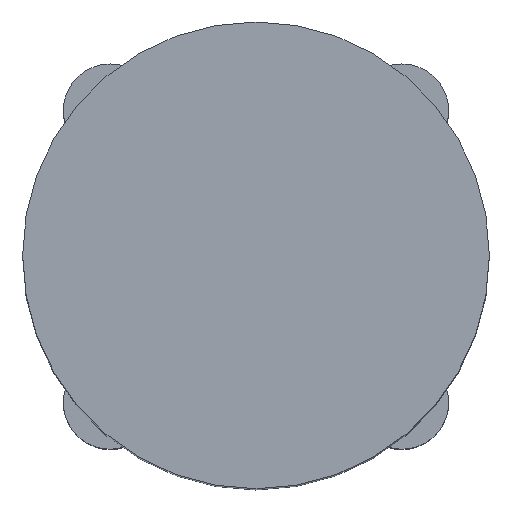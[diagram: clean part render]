
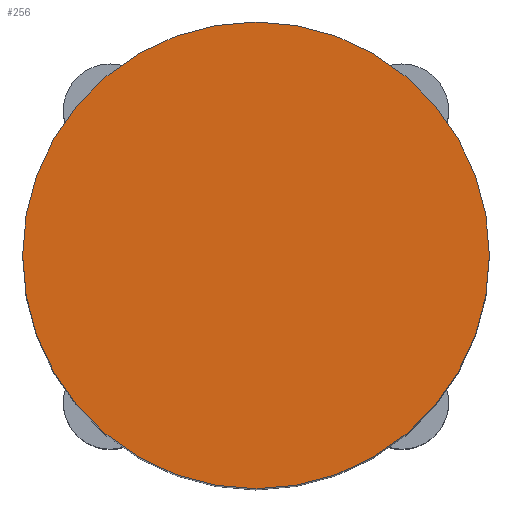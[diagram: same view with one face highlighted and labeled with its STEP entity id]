
A CAD part, top view. The second image highlights one B-rep face of the part: STEP entity #256.
In plain terms, the highlighted planar face has unit normal (0, 0, 1).
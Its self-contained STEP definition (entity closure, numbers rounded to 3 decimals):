
#39 = VERTEX_POINT('',#40);
#40 = CARTESIAN_POINT('',(-5.5,0.,16.64));
#47 = PLANE('',#48);
#48 = AXIS2_PLACEMENT_3D('',#49,#50,#51);
#49 = CARTESIAN_POINT('',(-5.5,0.,0.));
#50 = DIRECTION('',(1.,0.,-0.));
#51 = DIRECTION('',(0.,-1.,0.));
#66 = EDGE_CURVE('',#39,#39,#67,.T.);
#67 = SURFACE_CURVE('',#68,(#72,#79),.PCURVE_S1.);
#68 = LINE('',#69,#70);
#69 = CARTESIAN_POINT('',(-5.5,0.,16.64));
#70 = VECTOR('',#71,1.);
#71 = DIRECTION('',(0.,-1.,0.));
#72 = PCURVE('',#47,#73);
#73 = DEFINITIONAL_REPRESENTATION('',(#74),#78);
#74 = LINE('',#75,#76);
#75 = CARTESIAN_POINT('',(0.,-16.64));
#76 = VECTOR('',#77,1.);
#77 = DIRECTION('',(1.,0.));
#78 = ( GEOMETRIC_REPRESENTATION_CONTEXT(2) 
PARAMETRIC_REPRESENTATION_CONTEXT() REPRESENTATION_CONTEXT('2D SPACE',''
  ) );
#79 = PCURVE('',#80,#85);
#80 = PLANE('',#81);
#81 = AXIS2_PLACEMENT_3D('',#82,#83,#84);
#82 = CARTESIAN_POINT('',(0.,0.,16.64)
  );
#83 = DIRECTION('',(0.,0.,1.));
#84 = DIRECTION('',(0.,1.,0.));
#85 = DEFINITIONAL_REPRESENTATION('',(#86),#90);
#86 = LINE('',#87,#88);
#87 = CARTESIAN_POINT('',(0.,5.5));
#88 = VECTOR('',#89,1.);
#89 = DIRECTION('',(-1.,0.));
#90 = ( GEOMETRIC_REPRESENTATION_CONTEXT(2) 
PARAMETRIC_REPRESENTATION_CONTEXT() REPRESENTATION_CONTEXT('2D SPACE',''
  ) );
#123 = EDGE_CURVE('',#39,#124,#126,.T.);
#124 = VERTEX_POINT('',#125);
#125 = CARTESIAN_POINT('',(5.5,0.,16.64));
#126 = SURFACE_CURVE('',#127,(#132,#144),.PCURVE_S1.);
#127 = CIRCLE('',#128,5.5);
#128 = AXIS2_PLACEMENT_3D('',#129,#130,#131);
#129 = CARTESIAN_POINT('',(0.,0.,16.64));
#130 = DIRECTION('',(0.,0.,1.));
#131 = DIRECTION('',(1.,0.,0.));
#132 = PCURVE('',#133,#138);
#133 = CYLINDRICAL_SURFACE('',#134,5.5);
#134 = AXIS2_PLACEMENT_3D('',#135,#136,#137);
#135 = CARTESIAN_POINT('',(0.,0.,0.));
#136 = DIRECTION('',(-0.,-0.,-1.));
#137 = DIRECTION('',(1.,0.,0.));
#138 = DEFINITIONAL_REPRESENTATION('',(#139),#143);
#139 = LINE('',#140,#141);
#140 = CARTESIAN_POINT('',(-0.,-16.64));
#141 = VECTOR('',#142,1.);
#142 = DIRECTION('',(-1.,0.));
#143 = ( GEOMETRIC_REPRESENTATION_CONTEXT(2) 
PARAMETRIC_REPRESENTATION_CONTEXT() REPRESENTATION_CONTEXT('2D SPACE',''
  ) );
#144 = PCURVE('',#80,#145);
#145 = DEFINITIONAL_REPRESENTATION('',(#146),#150);
#146 = CIRCLE('',#147,5.5);
#147 = AXIS2_PLACEMENT_2D('',#148,#149);
#148 = CARTESIAN_POINT('',(0.,0.));
#149 = DIRECTION('',(0.,-1.));
#150 = ( GEOMETRIC_REPRESENTATION_CONTEXT(2) 
PARAMETRIC_REPRESENTATION_CONTEXT() REPRESENTATION_CONTEXT('2D SPACE',''
  ) );
#168 = CYLINDRICAL_SURFACE('',#169,5.5);
#169 = AXIS2_PLACEMENT_3D('',#170,#171,#172);
#170 = CARTESIAN_POINT('',(0.,0.,0.));
#171 = DIRECTION('',(-0.,-0.,-1.));
#172 = DIRECTION('',(1.,0.,0.));
#206 = EDGE_CURVE('',#124,#39,#207,.T.);
#207 = SURFACE_CURVE('',#208,(#213,#220),.PCURVE_S1.);
#208 = CIRCLE('',#209,5.5);
#209 = AXIS2_PLACEMENT_3D('',#210,#211,#212);
#210 = CARTESIAN_POINT('',(0.,0.,16.64));
#211 = DIRECTION('',(0.,0.,1.));
#212 = DIRECTION('',(1.,0.,0.));
#213 = PCURVE('',#168,#214);
#214 = DEFINITIONAL_REPRESENTATION('',(#215),#219);
#215 = LINE('',#216,#217);
#216 = CARTESIAN_POINT('',(-0.,-16.64));
#217 = VECTOR('',#218,1.);
#218 = DIRECTION('',(-1.,0.));
#219 = ( GEOMETRIC_REPRESENTATION_CONTEXT(2) 
PARAMETRIC_REPRESENTATION_CONTEXT() REPRESENTATION_CONTEXT('2D SPACE',''
  ) );
#220 = PCURVE('',#80,#221);
#221 = DEFINITIONAL_REPRESENTATION('',(#222),#226);
#222 = CIRCLE('',#223,5.5);
#223 = AXIS2_PLACEMENT_2D('',#224,#225);
#224 = CARTESIAN_POINT('',(0.,0.));
#225 = DIRECTION('',(0.,-1.));
#226 = ( GEOMETRIC_REPRESENTATION_CONTEXT(2) 
PARAMETRIC_REPRESENTATION_CONTEXT() REPRESENTATION_CONTEXT('2D SPACE',''
  ) );
#256 = ADVANCED_FACE('',(#257),#80,.T.);
#257 = FACE_BOUND('',#258,.T.);
#258 = EDGE_LOOP('',(#259,#260,#261));
#259 = ORIENTED_EDGE('',*,*,#66,.T.);
#260 = ORIENTED_EDGE('',*,*,#123,.T.);
#261 = ORIENTED_EDGE('',*,*,#206,.T.);
